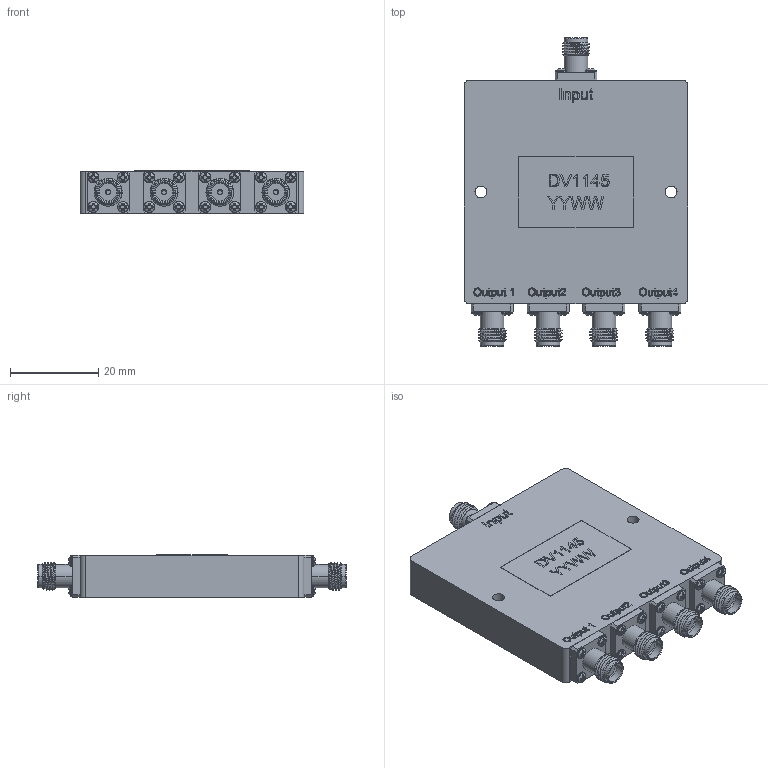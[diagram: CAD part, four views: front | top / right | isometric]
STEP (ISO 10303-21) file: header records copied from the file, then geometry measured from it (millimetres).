
FILE_DESCRIPTION (( 'STEP AP214' ), '1' );
FILE_NAME ('FMDV1145_3D.step', '2023-03-08T23:08:00', ( '' ), ( '' ), 'SwSTEP 2.0', 'SolidWorks 2022', '' );
FILE_SCHEMA (( 'AUTOMOTIVE_DESIGN' ));
Products named in the file (1): FMDV1145_3D
Bounding box: 50.8 x 69.95 x 9.68 mm (x, y, z)
Volume: 26155.2 mm3; surface area: 9514.6 mm2
Topology: 1 solids, 29 shells, 2247 faces, 6066 edges, 4019 vertices
Faces by surface type: plane 899, cylinder 782, bspline 286, cone 180, torus 80, sphere 20
Entity records: 112829 total; most frequent: CARTESIAN_POINT 60716, ORIENTED_EDGE 12092, DIRECTION 9387, EDGE_CURVE 6046, VERTEX_POINT 4019, AXIS2_PLACEMENT_3D 3316, VECTOR 2755, LINE 2755
